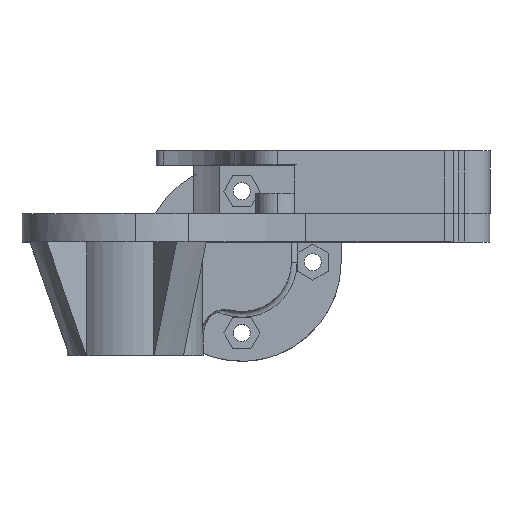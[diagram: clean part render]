
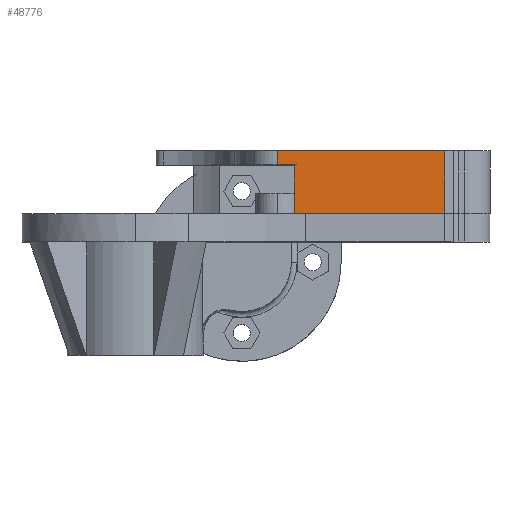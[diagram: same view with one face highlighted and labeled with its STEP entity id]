
A CAD part, top view. The second image highlights one B-rep face of the part: STEP entity #48776.
In plain terms, the highlighted face is planar.
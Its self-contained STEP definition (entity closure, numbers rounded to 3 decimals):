
#1044 = CARTESIAN_POINT ( 'NONE',  ( -50., 22.2, -25. ) ) ;
#1405 = VECTOR ( 'NONE', #41125, 1000. ) ;
#1986 = DIRECTION ( 'NONE',  ( 0., -1., 0. ) ) ;
#2402 = CARTESIAN_POINT ( 'NONE',  ( -50., 17.2, -25. ) ) ;
#3483 = AXIS2_PLACEMENT_3D ( 'NONE', #17631, #17389, #35913 ) ;
#5548 = ORIENTED_EDGE ( 'NONE', *, *, #49089, .F. ) ;
#6038 = CARTESIAN_POINT ( 'NONE',  ( -50., 17.2, -25. ) ) ;
#7596 = CARTESIAN_POINT ( 'NONE',  ( -50., 22.2, -25. ) ) ;
#7684 = CARTESIAN_POINT ( 'NONE',  ( -56., 17.2, -25. ) ) ;
#9506 = DIRECTION ( 'NONE',  ( -1., 0., 0. ) ) ;
#10827 = EDGE_CURVE ( 'NONE', #34207, #16801, #22705, .T. ) ;
#11293 = VECTOR ( 'NONE', #1986, 1000. ) ;
#12532 = LINE ( 'NONE', #1044, #19444 ) ;
#14502 = EDGE_CURVE ( 'NONE', #29945, #40132, #24695, .T. ) ;
#15776 = ORIENTED_EDGE ( 'NONE', *, *, #14502, .T. ) ;
#16773 = DIRECTION ( 'NONE',  ( -1., 0., 0. ) ) ;
#16801 = VERTEX_POINT ( 'NONE', #29744 ) ;
#17278 = DIRECTION ( 'NONE',  ( -1., 0., 0. ) ) ;
#17389 = DIRECTION ( 'NONE',  ( 0., 0., 1. ) ) ;
#17631 = CARTESIAN_POINT ( 'NONE',  ( -112., 17.2, -25. ) ) ;
#19444 = VECTOR ( 'NONE', #16773, 1000. ) ;
#20485 = EDGE_LOOP ( 'NONE', ( #36897, #42111, #5548, #39978, #45004, #15776 ) ) ;
#22705 = LINE ( 'NONE', #29969, #28027 ) ;
#24695 = LINE ( 'NONE', #43965, #11293 ) ;
#25296 = VERTEX_POINT ( 'NONE', #2402 ) ;
#27096 = EDGE_CURVE ( 'NONE', #25296, #29945, #33043, .T. ) ;
#28027 = VECTOR ( 'NONE', #49006, 1000. ) ;
#28512 = LINE ( 'NONE', #46572, #45030 ) ;
#29744 = CARTESIAN_POINT ( 'NONE',  ( -109., 22.2, -25. ) ) ;
#29945 = VERTEX_POINT ( 'NONE', #7684 ) ;
#29969 = CARTESIAN_POINT ( 'NONE',  ( -109., 17.2, -25. ) ) ;
#29996 = VECTOR ( 'NONE', #17278, 1000. ) ;
#33043 = LINE ( 'NONE', #6038, #29996 ) ;
#34207 = VERTEX_POINT ( 'NONE', #42031 ) ;
#35602 = CARTESIAN_POINT ( 'NONE',  ( -50., 22.2, -25. ) ) ;
#35913 = DIRECTION ( 'NONE',  ( 1., 0., 0. ) ) ;
#36897 = ORIENTED_EDGE ( 'NONE', *, *, #49147, .T. ) ;
#37880 = LINE ( 'NONE', #7596, #1405 ) ;
#39265 = VERTEX_POINT ( 'NONE', #35602 ) ;
#39978 = ORIENTED_EDGE ( 'NONE', *, *, #44561, .T. ) ;
#40132 = VERTEX_POINT ( 'NONE', #48771 ) ;
#41125 = DIRECTION ( 'NONE',  ( 0., -1., 0. ) ) ;
#42031 = CARTESIAN_POINT ( 'NONE',  ( -109., 0., -25. ) ) ;
#42111 = ORIENTED_EDGE ( 'NONE', *, *, #10827, .T. ) ;
#43965 = CARTESIAN_POINT ( 'NONE',  ( -56., 17.2, -25. ) ) ;
#44152 = PLANE ( 'NONE',  #3483 ) ;
#44561 = EDGE_CURVE ( 'NONE', #39265, #25296, #37880, .T. ) ;
#45004 = ORIENTED_EDGE ( 'NONE', *, *, #27096, .T. ) ;
#45030 = VECTOR ( 'NONE', #9506, 1000. ) ;
#46572 = CARTESIAN_POINT ( 'NONE',  ( -112., 0., -25. ) ) ;
#47666 = FACE_OUTER_BOUND ( 'NONE', #20485, .T. ) ;
#48771 = CARTESIAN_POINT ( 'NONE',  ( -56., 0., -25. ) ) ;
#48776 = ADVANCED_FACE ( 'NONE', ( #47666 ), #44152, .F. ) ;
#49006 = DIRECTION ( 'NONE',  ( 0., 1., 0. ) ) ;
#49089 = EDGE_CURVE ( 'NONE', #39265, #16801, #12532, .T. ) ;
#49147 = EDGE_CURVE ( 'NONE', #40132, #34207, #28512, .T. ) ;
